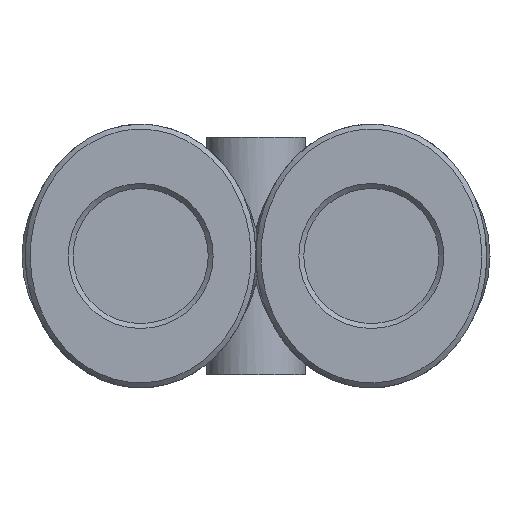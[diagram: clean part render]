
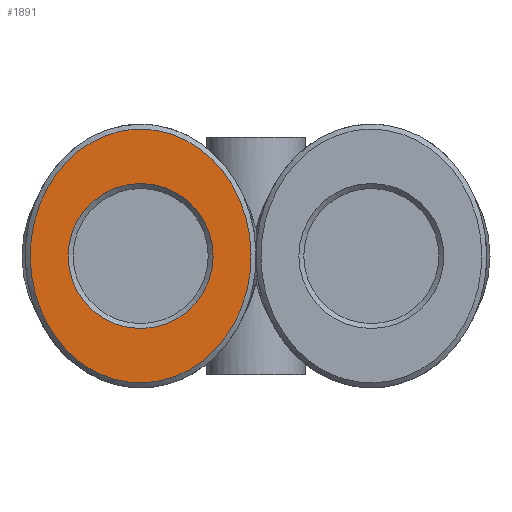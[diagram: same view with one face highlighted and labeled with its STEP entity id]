
A CAD part, left-side view. The second image highlights one B-rep face of the part: STEP entity #1891.
In plain terms, the highlighted face is planar.
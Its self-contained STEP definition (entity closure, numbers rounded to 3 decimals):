
#1818=CARTESIAN_POINT('',(7.7,4.7,0.));
#1819=VERTEX_POINT('',#1818);
#1849=CARTESIAN_POINT('',(7.7,4.7,0.));
#1850=CARTESIAN_POINT('',(7.7,4.7,0.996));
#1851=CARTESIAN_POINT('',(7.182,4.7,2.988));
#1852=CARTESIAN_POINT('',(4.984,4.7,5.405));
#1853=CARTESIAN_POINT('',(1.782,4.7,6.756));
#1854=CARTESIAN_POINT('',(-1.783,4.7,6.756));
#1855=CARTESIAN_POINT('',(-4.982,4.7,5.405));
#1856=CARTESIAN_POINT('',(-7.431,4.7,2.719));
#1857=CARTESIAN_POINT('',(-7.958,4.7,-0.364));
#1858=CARTESIAN_POINT('',(-6.935,4.7,-3.256));
#1859=CARTESIAN_POINT('',(-4.985,4.7,-5.405));
#1860=CARTESIAN_POINT('',(-1.781,4.7,-6.756));
#1861=CARTESIAN_POINT('',(1.781,4.7,-6.756));
#1862=CARTESIAN_POINT('',(4.984,4.7,-5.405));
#1863=CARTESIAN_POINT('',(7.182,4.7,-2.988));
#1864=CARTESIAN_POINT('',(7.7,4.7,-0.996));
#1865=CARTESIAN_POINT('',(7.7,4.7,0.));
#1866=B_SPLINE_CURVE_WITH_KNOTS('',3,(#1849,#1850,#1851,#1852,#1853,#1854,#1855,#1856,#1857,#1858,#1859,#1860,#1861,#1862,#1863,#1864,#1865),.UNSPECIFIED.,.T.,.U.,(4,1,1,1,1,1,1,1,1,1,1,1,1,1,4),(-3.142,-2.693,-2.244,-1.795,-1.346,-0.898,-0.449,0.15,0.449,0.898,1.346,1.795,2.244,2.693,3.142),.UNSPECIFIED.);
#1867=EDGE_CURVE('',#1819,#1819,#1866,.T.);
#1872=CARTESIAN_POINT('',(0.,4.7,0.));
#1873=DIRECTION('',(0.0,-1.0,0.0));
#1874=DIRECTION('',(0.0,0.0,-1.0));
#1875=AXIS2_PLACEMENT_3D('',#1872,#1873,#1874);
#1876=PLANE('',#1875);
#1877=ORIENTED_EDGE('',*,*,#1867,.F.);
#1878=EDGE_LOOP('',(#1877));
#1879=FACE_OUTER_BOUND('',#1878,.T.);
#1880=CARTESIAN_POINT('',(4.4,4.7,0.));
#1881=VERTEX_POINT('',#1880);
#1882=CARTESIAN_POINT('',(0.,4.7,0.0));
#1883=DIRECTION('',(0.0,1.0,0.0));
#1884=DIRECTION('',(-1.0,0.0,0.0));
#1885=AXIS2_PLACEMENT_3D('',#1882,#1883,#1884);
#1886=CIRCLE('',#1885,4.4);
#1887=EDGE_CURVE('',#1881,#1881,#1886,.T.);
#1888=ORIENTED_EDGE('',*,*,#1887,.F.);
#1889=EDGE_LOOP('',(#1888));
#1890=FACE_BOUND('',#1889,.T.);
#1891=ADVANCED_FACE('',(#1879,#1890),#1876,.F.);
